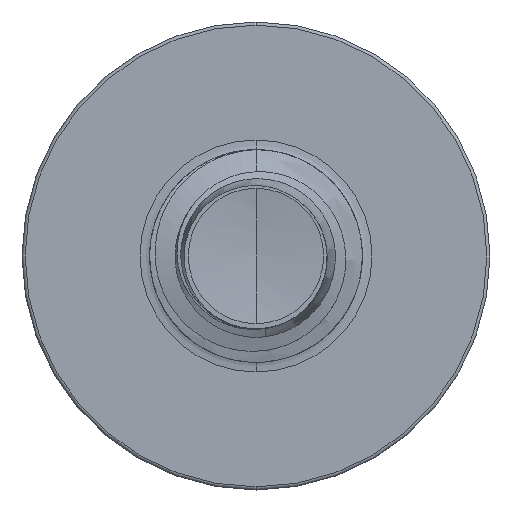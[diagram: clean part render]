
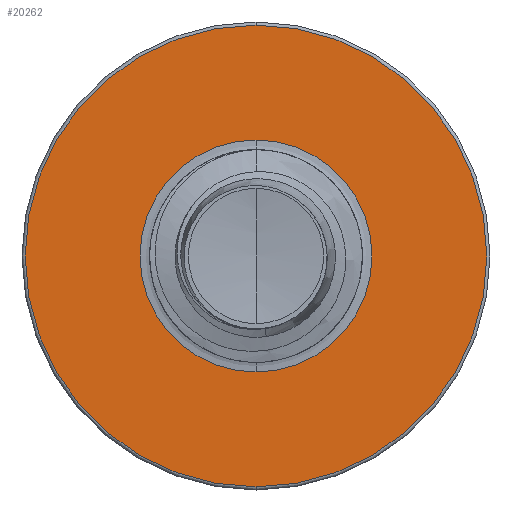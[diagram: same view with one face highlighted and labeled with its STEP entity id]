
A CAD part, front view. The second image highlights one B-rep face of the part: STEP entity #20262.
In plain terms, the highlighted planar face has unit normal (0, -1, 0).
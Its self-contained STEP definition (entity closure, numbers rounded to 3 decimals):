
#308 = EDGE_LOOP ( 'NONE', ( #25465, #31356 ) ) ;
#3687 = EDGE_CURVE ( 'NONE', #31876, #5774, #27839, .T. ) ;
#4052 = EDGE_LOOP ( 'NONE', ( #30511, #30691 ) ) ;
#5774 = VERTEX_POINT ( 'NONE', #28705 ) ;
#7795 = CARTESIAN_POINT ( 'NONE',  ( 0., 10., 2.713 ) ) ;
#8401 = EDGE_CURVE ( 'NONE', #32021, #20638, #19063, .T. ) ;
#9989 = CARTESIAN_POINT ( 'NONE',  ( 0., 10., 0. ) ) ;
#12747 = DIRECTION ( 'NONE',  ( 0., 0., 1. ) ) ;
#13531 = DIRECTION ( 'NONE',  ( 0., 0., 1. ) ) ;
#13564 = DIRECTION ( 'NONE',  ( 0., 1., 0. ) ) ;
#13611 = CARTESIAN_POINT ( 'NONE',  ( 0., 10., 0. ) ) ;
#13645 = DIRECTION ( 'NONE',  ( 0., 1., 0. ) ) ;
#13879 = DIRECTION ( 'NONE',  ( 0., 0., 1. ) ) ;
#14652 = CARTESIAN_POINT ( 'NONE',  ( 0., 10., 0. ) ) ;
#15305 = CARTESIAN_POINT ( 'NONE',  ( 0., 10., -1.363 ) ) ;
#15582 = CARTESIAN_POINT ( 'NONE',  ( 0., 10., -2.712 ) ) ;
#15836 = EDGE_CURVE ( 'NONE', #20638, #32021, #20875, .T. ) ;
#15943 = AXIS2_PLACEMENT_3D ( 'NONE', #13611, #13564, #13531 ) ;
#16363 = DIRECTION ( 'NONE',  ( 0., 0., 1. ) ) ;
#16469 = DIRECTION ( 'NONE',  ( 0., 1., 0. ) ) ;
#16476 = CARTESIAN_POINT ( 'NONE',  ( 0., 10., 0. ) ) ;
#16707 = FACE_OUTER_BOUND ( 'NONE', #4052, .T. ) ;
#17436 = FACE_BOUND ( 'NONE', #308, .T. ) ;
#18016 = DIRECTION ( 'NONE',  ( 0., 0., 1. ) ) ;
#19063 = CIRCLE ( 'NONE', #25814, 2.713 ) ;
#20262 = ADVANCED_FACE ( 'NONE', ( #16707, #17436 ), #28843, .F. ) ;
#20638 = VERTEX_POINT ( 'NONE', #15582 ) ;
#20875 = CIRCLE ( 'NONE', #15943, 2.713 ) ;
#24118 = AXIS2_PLACEMENT_3D ( 'NONE', #15305, #31086, #18016 ) ;
#25465 = ORIENTED_EDGE ( 'NONE', *, *, #25594, .T. ) ;
#25594 = EDGE_CURVE ( 'NONE', #5774, #31876, #31514, .T. ) ;
#25814 = AXIS2_PLACEMENT_3D ( 'NONE', #14652, #13645, #13879 ) ;
#26608 = DIRECTION ( 'NONE',  ( 0., 1., 0. ) ) ;
#27839 = CIRCLE ( 'NONE', #30088, 1.363 ) ;
#28559 = CARTESIAN_POINT ( 'NONE',  ( 0., 10., -1.363 ) ) ;
#28705 = CARTESIAN_POINT ( 'NONE',  ( 0., 10., 1.363 ) ) ;
#28843 = PLANE ( 'NONE',  #24118 ) ;
#29443 = AXIS2_PLACEMENT_3D ( 'NONE', #9989, #26608, #12747 ) ;
#30088 = AXIS2_PLACEMENT_3D ( 'NONE', #16476, #16469, #16363 ) ;
#30511 = ORIENTED_EDGE ( 'NONE', *, *, #8401, .F. ) ;
#30691 = ORIENTED_EDGE ( 'NONE', *, *, #15836, .F. ) ;
#31086 = DIRECTION ( 'NONE',  ( 0., 1., 0. ) ) ;
#31356 = ORIENTED_EDGE ( 'NONE', *, *, #3687, .T. ) ;
#31514 = CIRCLE ( 'NONE', #29443, 1.363 ) ;
#31876 = VERTEX_POINT ( 'NONE', #28559 ) ;
#32021 = VERTEX_POINT ( 'NONE', #7795 ) ;
